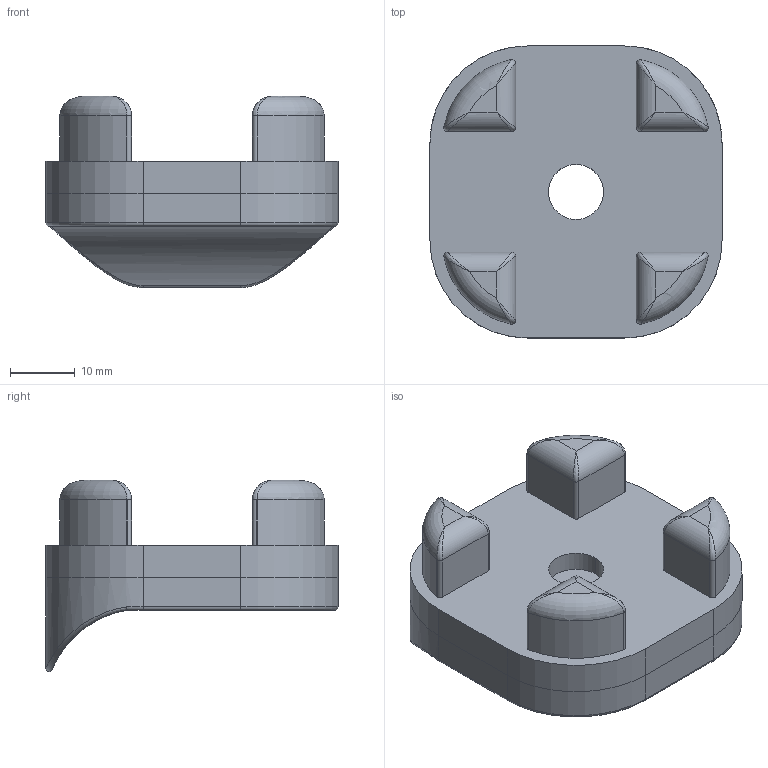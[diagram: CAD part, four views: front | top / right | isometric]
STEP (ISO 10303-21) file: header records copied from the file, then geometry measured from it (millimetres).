
FILE_DESCRIPTION (( 'STEP AP203' ), '1' );
FILE_NAME ('800.029.104.STEP', '2013-01-21T10:41:47', ( '' ), ( '' ), 'SwSTEP 2.0', 'SolidWorks 2011', '' );
FILE_SCHEMA (( 'CONFIG_CONTROL_DESIGN' ));
Length unit declared in the file: millimetre
Products named in the file (3): 800.029.104; 800.029.103B; 800.029.104A
Assembly tree (2 placements, depth 2):
  800.029.104
    800.029.103B
    800.029.104A
Bounding box: 45 x 45 x 29.48 mm (x, y, z)
Volume: 21689.1 mm3; surface area: 12362.5 mm2
Topology: 74 solids, 74 shells, 670 faces, 1472 edges, 932 vertices
Faces by surface type: plane 550, cylinder 82, sphere 16, bspline 14, torus 8
Entity records: 19029 total; most frequent: CARTESIAN_POINT 5113, ORIENTED_EDGE 2888, DIRECTION 2592, EDGE_CURVE 1444, LINE 970, VECTOR 970, VERTEX_POINT 932, AXIS2_PLACEMENT_3D 811
